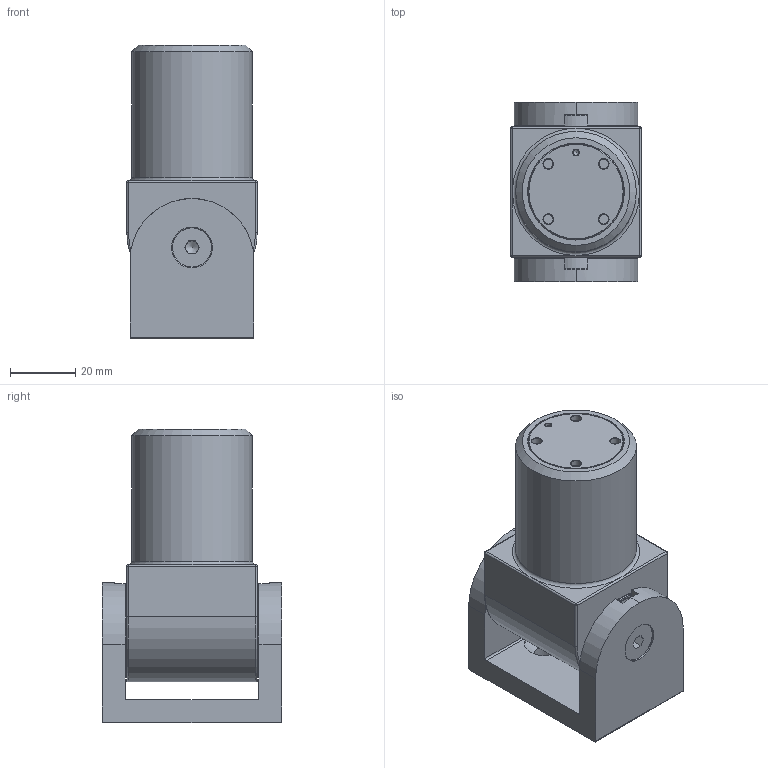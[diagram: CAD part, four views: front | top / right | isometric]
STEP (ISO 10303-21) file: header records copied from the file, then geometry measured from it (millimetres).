
FILE_DESCRIPTION (( 'STEP AP203' ), '1' );
FILE_NAME ('180-57-S.STEP', '2022-02-28T09:21:34', ( '' ), ( '' ), 'SwSTEP 2.0', 'SolidWorks 2018', '' );
FILE_SCHEMA (( 'CONFIG_CONTROL_DESIGN' ));
Length unit declared in the file: millimetre
Products named in the file (4): Teil1_180-57-S Teil1; 180-57-S; Teil2_180-57-S Teil2; DIN-7991 M3-M10_DIN7991 M6x14
Assembly tree (4 placements, depth 2):
  180-57-S
    Teil1_180-57-S Teil1
    Teil2_180-57-S Teil2
    DIN-7991 M3-M10_DIN7991 M6x14  x2
Bounding box: 40 x 55 x 90 mm (x, y, z)
Volume: 124820.6 mm3; surface area: 27175.4 mm2
Topology: 5 solids, 5 shells, 471 faces, 1187 edges, 764 vertices
Faces by surface type: plane 219, bspline 125, cylinder 81, cone 21, torus 21, sphere 4
Full cylindrical faces by diameter (mm): 1.9 x1, 3.1 x4, 5 x29, 6 x2, 6.5 x4, 7.8 x1, 8 x2, 12 x2, 12.5 x4, 15.5 x2, 15.7 x2, 23.6 x2, 24 x2, 26 x2, 29.5 x1, 29.7 x1, 37 x1
Entity records: 24453 total; most frequent: CARTESIAN_POINT 15074, ORIENTED_EDGE 1940, DIRECTION 1471, EDGE_CURVE 970, VERTEX_POINT 665, LINE 559, VECTOR 559, EDGE_LOOP 541
